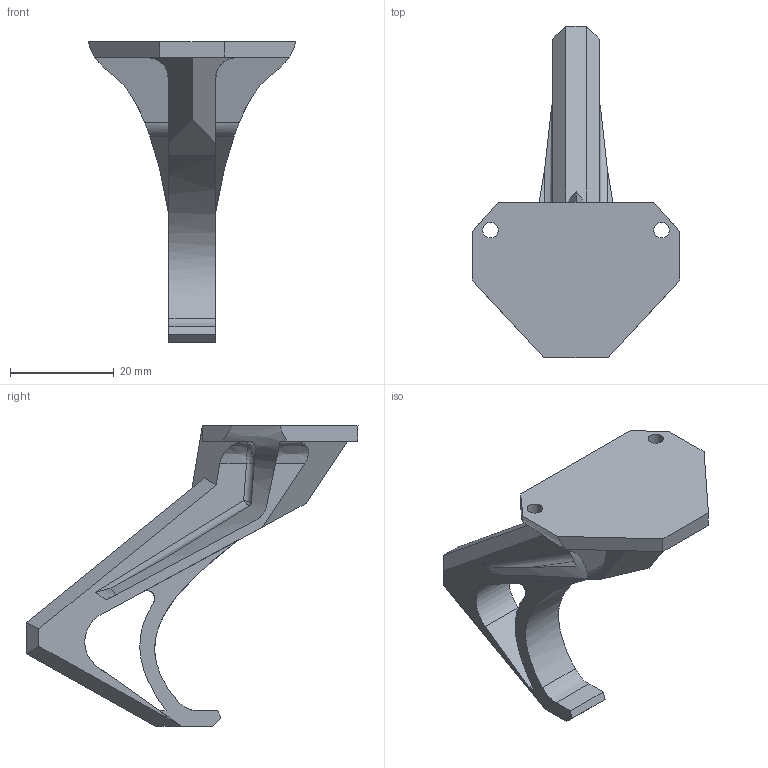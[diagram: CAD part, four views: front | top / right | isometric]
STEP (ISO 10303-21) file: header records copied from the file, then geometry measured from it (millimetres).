
FILE_DESCRIPTION(/* description */ (''),/* implementation_level */ '2;1');
FILE_NAME(/* name */ 'LG_3DP_Front.step',/* time_stamp */ '2023-05-23T22:17:45+08:00',/* author */ (''),/* organization */ (''),/* preprocessor_version */ 'ST-DEVELOPER v19.2',/* originating_system */ 'Autodesk Translation Framework v12.4.0.73',/* authorisation */ '');
FILE_SCHEMA (('AUTOMOTIVE_DESIGN { 1 0 10303 214 3 1 1 }'));
Length unit declared in the file: millimetre
Products named in the file (1): LG_3DP_Front
Bounding box: 40 x 64 x 58 mm (x, y, z)
Volume: 12589.6 mm3; surface area: 6415.9 mm2
Topology: 1 solids, 1 shells, 74 faces, 208 edges, 133 vertices
Faces by surface type: plane 43, bspline 18, cylinder 13
Full cylindrical faces by diameter (mm): 3 x2
Entity records: 3249 total; most frequent: CARTESIAN_POINT 1493, ORIENTED_EDGE 412, DIRECTION 266, EDGE_CURVE 206, VERTEX_POINT 133, LINE 116, VECTOR 116, EDGE_LOOP 79
